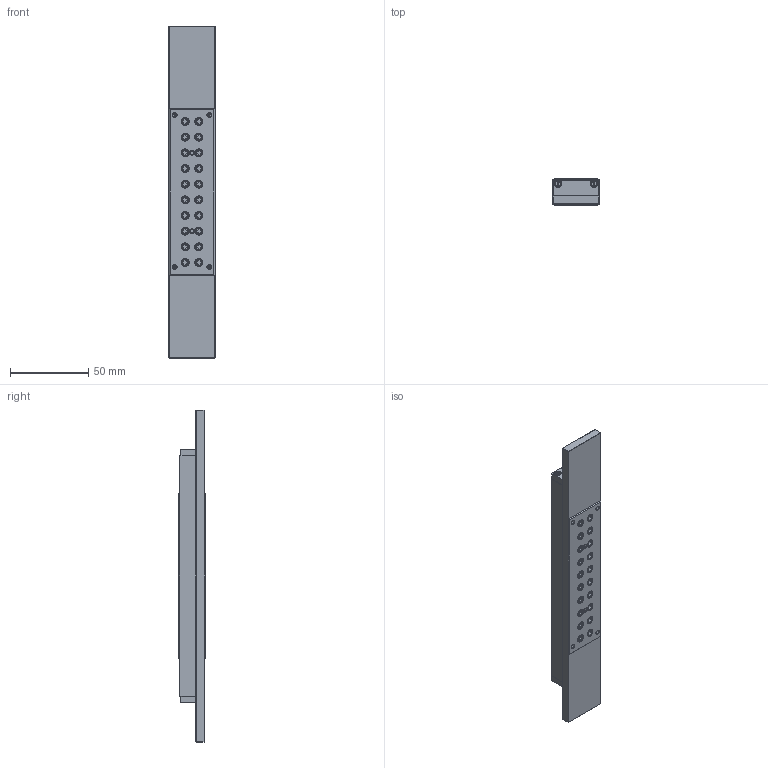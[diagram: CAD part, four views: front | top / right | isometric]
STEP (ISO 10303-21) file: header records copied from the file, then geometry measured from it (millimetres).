
FILE_DESCRIPTION (( 'STEP AP214' ), '1' );
FILE_NAME ('RTNG-15100.STEP', '2012-06-02T07:49:35', ( '' ), ( '' ), 'SwSTEP 2.0', 'SolidWorks 2011', '' );
FILE_SCHEMA (( 'AUTOMOTIVE_DESIGN' ));
Length unit declared in the file: millimetre
Products named in the file (1): RTNG-15100
Bounding box: 29.6 x 17 x 212 mm (x, y, z)
Volume: 76509 mm3; surface area: 38465.3 mm2
Topology: 4 solids, 4 shells, 1142 faces, 2782 edges, 1770 vertices
Faces by surface type: plane 618, cylinder 233, cone 136, torus 112, bspline 43
Entity records: 37653 total; most frequent: CARTESIAN_POINT 8786, DIRECTION 5714, ORIENTED_EDGE 5564, EDGE_CURVE 2782, AXIS2_PLACEMENT_3D 2014, VERTEX_POINT 1770, LINE 1686, VECTOR 1686
